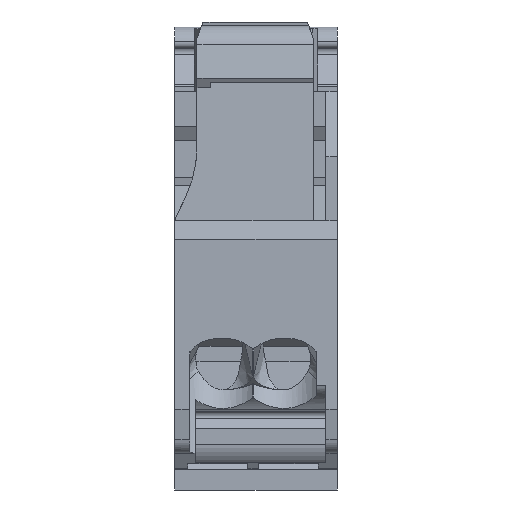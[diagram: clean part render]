
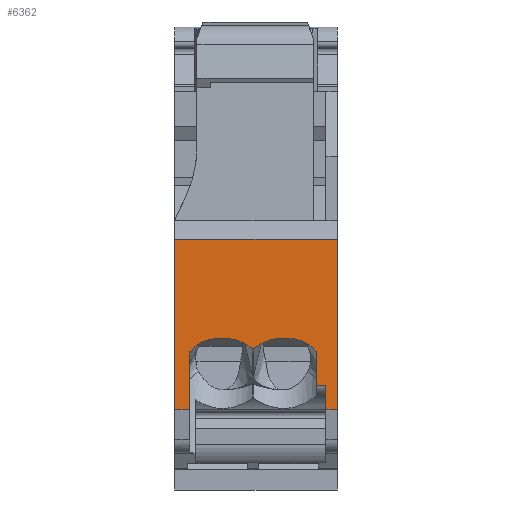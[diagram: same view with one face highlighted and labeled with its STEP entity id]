
A CAD part, front view. The second image highlights one B-rep face of the part: STEP entity #6362.
In plain terms, the highlighted planar face has unit normal (0, -1, 0).
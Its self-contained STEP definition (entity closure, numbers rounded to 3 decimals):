
#183=DIRECTION('',(0.,0.,1.));
#184=VECTOR('',#183,10.227);
#185=CARTESIAN_POINT('',(-4.9,-18.,-19.402));
#186=LINE('',#185,#184);
#246=DIRECTION('',(0.,0.,-1.));
#247=VECTOR('',#246,1.414);
#248=CARTESIAN_POINT('',(4.2,-18.,-17.987));
#249=LINE('',#248,#247);
#528=DIRECTION('',(0.,0.,-1.));
#529=VECTOR('',#528,10.227);
#530=CARTESIAN_POINT('',(4.9,-18.,-9.175));
#531=LINE('',#530,#529);
#1533=DIRECTION('',(1.,0.,0.));
#1534=VECTOR('',#1533,9.8);
#1535=CARTESIAN_POINT('',(-4.9,-18.,-9.175));
#1536=LINE('',#1535,#1534);
#1537=DIRECTION('',(-1.,0.,0.));
#1538=VECTOR('',#1537,0.55);
#1539=CARTESIAN_POINT('',(4.2,-18.,-17.987));
#1540=LINE('',#1539,#1538);
#1541=DIRECTION('',(1.,0.,0.));
#1542=VECTOR('',#1541,0.077);
#1543=CARTESIAN_POINT('',(3.573,-18.,-15.899));
#1544=LINE('',#1543,#1542);
#1545=DIRECTION('',(1.,0.,0.));
#1546=VECTOR('',#1545,0.05);
#1547=CARTESIAN_POINT('',(-0.2,-18.,-15.899));
#1548=LINE('',#1547,#1546);
#1549=CARTESIAN_POINT('',(-3.923,-18.,-15.899));
#1550=CARTESIAN_POINT('',(-3.95,-18.,-15.957));
#1551=CARTESIAN_POINT('',(-3.975,-18.,-16.016));
#1552=CARTESIAN_POINT('',(-4.,-18.,-16.075));
#1554=DIRECTION('',(0.,0.,-1.));
#1555=VECTOR('',#1554,3.326);
#1556=CARTESIAN_POINT('',(-4.,-18.,-16.075));
#1557=LINE('',#1556,#1555);
#1558=DIRECTION('',(-1.,0.,0.));
#1559=VECTOR('',#1558,0.9);
#1560=CARTESIAN_POINT('',(-4.,-18.,-19.402));
#1561=LINE('',#1560,#1559);
#1562=DIRECTION('',(1.,0.,0.));
#1563=VECTOR('',#1562,0.7);
#1564=CARTESIAN_POINT('',(4.2,-18.,-19.402));
#1565=LINE('',#1564,#1563);
#1590=DIRECTION('',(0.,0.,-1.));
#1591=VECTOR('',#1590,2.089);
#1592=CARTESIAN_POINT('',(3.65,-18.,-15.899));
#1593=LINE('',#1592,#1591);
#1933=CARTESIAN_POINT('',(-0.229,-18.,-15.749));
#1934=CARTESIAN_POINT('',(-0.322,-18.,-15.665));
#1935=CARTESIAN_POINT('',(-0.519,-18.,-15.519));
#1936=CARTESIAN_POINT('',(-0.836,-18.,-15.352));
#1937=CARTESIAN_POINT('',(-1.162,-18.,-15.233));
#1938=CARTESIAN_POINT('',(-1.497,-18.,-15.154));
#1939=CARTESIAN_POINT('',(-1.836,-18.,-15.112));
#1940=CARTESIAN_POINT('',(-2.174,-18.,-15.105));
#1941=CARTESIAN_POINT('',(-2.506,-18.,-15.133));
#1942=CARTESIAN_POINT('',(-2.83,-18.,-15.195));
#1943=CARTESIAN_POINT('',(-3.146,-18.,-15.298));
#1944=CARTESIAN_POINT('',(-3.442,-18.,-15.446));
#1945=CARTESIAN_POINT('',(-3.71,-18.,-15.646));
#1946=CARTESIAN_POINT('',(-3.857,-18.,-15.809));
#1947=CARTESIAN_POINT('',(-3.923,-18.,-15.899));
#1957=DIRECTION('',(-0.189,0.,0.982));
#1958=VECTOR('',#1957,0.152);
#1959=CARTESIAN_POINT('',(-0.2,-18.,-15.899));
#1960=LINE('',#1959,#1958);
#2042=CARTESIAN_POINT('',(3.573,-18.,-15.899));
#2043=CARTESIAN_POINT('',(3.507,-18.,-15.809));
#2044=CARTESIAN_POINT('',(3.359,-18.,-15.645));
#2045=CARTESIAN_POINT('',(3.088,-18.,-15.443));
#2046=CARTESIAN_POINT('',(2.788,-18.,-15.295));
#2047=CARTESIAN_POINT('',(2.471,-18.,-15.193));
#2048=CARTESIAN_POINT('',(2.149,-18.,-15.132));
#2049=CARTESIAN_POINT('',(1.821,-18.,-15.105));
#2050=CARTESIAN_POINT('',(1.486,-18.,-15.112));
#2051=CARTESIAN_POINT('',(1.15,-18.,-15.154));
#2052=CARTESIAN_POINT('',(0.814,-18.,-15.232));
#2053=CARTESIAN_POINT('',(0.487,-18.,-15.351));
#2054=CARTESIAN_POINT('',(0.168,-18.,-15.519));
#2055=CARTESIAN_POINT('',(-0.028,-18.,-15.666));
#2056=CARTESIAN_POINT('',(-0.121,-18.,-15.749));
#2058=DIRECTION('',(-0.189,0.,-0.982));
#2059=VECTOR('',#2058,0.152);
#2060=CARTESIAN_POINT('',(-0.121,-18.,-15.749));
#2061=LINE('',#2060,#2059);
#3649=CARTESIAN_POINT('',(-4.9,-18.,-19.402));
#3651=VERTEX_POINT('',#3649);
#3653=CARTESIAN_POINT('',(-4.9,-18.,-9.175));
#3654=VERTEX_POINT('',#3653);
#3761=CARTESIAN_POINT('',(-4.,-18.,-19.402));
#3762=VERTEX_POINT('',#3761);
#3767=CARTESIAN_POINT('',(-4.,-18.,-16.075));
#3768=VERTEX_POINT('',#3767);
#3779=VERTEX_POINT('',#1549);
#3784=VERTEX_POINT('',#1933);
#3801=CARTESIAN_POINT('',(-0.2,-18.,-15.899));
#3802=CARTESIAN_POINT('',(-0.15,-18.,-15.899));
#3803=VERTEX_POINT('',#3801);
#3804=VERTEX_POINT('',#3802);
#3805=CARTESIAN_POINT('',(3.573,-18.,-15.899));
#3806=CARTESIAN_POINT('',(3.65,-18.,-15.899));
#3807=VERTEX_POINT('',#3805);
#3808=VERTEX_POINT('',#3806);
#3819=CARTESIAN_POINT('',(-0.121,-18.,-15.749));
#3820=VERTEX_POINT('',#3819);
#4001=CARTESIAN_POINT('',(3.65,-18.,-17.987));
#4003=VERTEX_POINT('',#4001);
#4174=CARTESIAN_POINT('',(4.2,-18.,-19.402));
#4176=VERTEX_POINT('',#4174);
#4194=CARTESIAN_POINT('',(4.9,-18.,-9.175));
#4195=VERTEX_POINT('',#4194);
#4196=CARTESIAN_POINT('',(4.9,-18.,-19.402));
#4197=VERTEX_POINT('',#4196);
#4310=CARTESIAN_POINT('',(4.2,-18.,-17.987));
#4311=VERTEX_POINT('',#4310);
#6329=CARTESIAN_POINT('',(4.2,-18.,-23.));
#6330=DIRECTION('',(0.,-1.,0.));
#6331=DIRECTION('',(0.,0.,1.));
#6332=AXIS2_PLACEMENT_3D('',#6329,#6330,#6331);
#6333=PLANE('',#6332);
#6334=ORIENTED_EDGE('',*,*,#4804,.T.);
#6335=ORIENTED_EDGE('',*,*,#5060,.T.);
#6337=ORIENTED_EDGE('',*,*,#6336,.F.);
#6338=ORIENTED_EDGE('',*,*,#4647,.F.);
#6340=ORIENTED_EDGE('',*,*,#6339,.T.);
#6342=ORIENTED_EDGE('',*,*,#6341,.F.);
#6344=ORIENTED_EDGE('',*,*,#6343,.F.);
#6346=ORIENTED_EDGE('',*,*,#6345,.T.);
#6348=ORIENTED_EDGE('',*,*,#6347,.T.);
#6350=ORIENTED_EDGE('',*,*,#6349,.F.);
#6352=ORIENTED_EDGE('',*,*,#6351,.T.);
#6354=ORIENTED_EDGE('',*,*,#6353,.T.);
#6356=ORIENTED_EDGE('',*,*,#6355,.T.);
#6357=ORIENTED_EDGE('',*,*,#6292,.T.);
#6358=ORIENTED_EDGE('',*,*,#6322,.T.);
#6359=ORIENTED_EDGE('',*,*,#4533,.T.);
#6360=EDGE_LOOP('',(#6334,#6335,#6337,#6338,#6340,#6342,#6344,#6346,#6348,#6350,
#6352,#6354,#6356,#6357,#6358,#6359));
#6361=FACE_OUTER_BOUND('',#6360,.F.);
#6362=ADVANCED_FACE('',(#6361),#6333,.T.);
#1553=B_SPLINE_CURVE_WITH_KNOTS('',3,(#1549,#1550,#1551,#1552),.UNSPECIFIED.,
.F.,.F.,(4,4),(0.,1.),.UNSPECIFIED.);
#1948=B_SPLINE_CURVE_WITH_KNOTS('',3,(#1933,#1934,#1935,#1936,#1937,#1938,#1939,
#1940,#1941,#1942,#1943,#1944,#1945,#1946,#1947),.UNSPECIFIED.,.F.,.F.,(4,1,1,1,
1,1,1,1,1,1,1,1,4),(0.,0.083,0.167,0.25,
0.333,0.417,0.5,0.583,0.667,
0.75,0.833,0.917,1.),.UNSPECIFIED.);
#2057=B_SPLINE_CURVE_WITH_KNOTS('',3,(#2042,#2043,#2044,#2045,#2046,#2047,#2048,
#2049,#2050,#2051,#2052,#2053,#2054,#2055,#2056),.UNSPECIFIED.,.F.,.F.,(4,1,1,1,
1,1,1,1,1,1,1,1,4),(0.,0.083,0.167,0.25,
0.333,0.417,0.5,0.583,0.667,
0.75,0.833,0.917,1.),.UNSPECIFIED.);
#4533=EDGE_CURVE('',#3651,#3654,#186,.T.);
#4647=EDGE_CURVE('',#4311,#4176,#249,.T.);
#4804=EDGE_CURVE('',#3654,#4195,#1536,.T.);
#5060=EDGE_CURVE('',#4195,#4197,#531,.T.);
#6292=EDGE_CURVE('',#3768,#3762,#1557,.T.);
#6322=EDGE_CURVE('',#3762,#3651,#1561,.T.);
#6336=EDGE_CURVE('',#4176,#4197,#1565,.T.);
#6339=EDGE_CURVE('',#4311,#4003,#1540,.T.);
#6341=EDGE_CURVE('',#3808,#4003,#1593,.T.);
#6343=EDGE_CURVE('',#3807,#3808,#1544,.T.);
#6345=EDGE_CURVE('',#3807,#3820,#2057,.T.);
#6347=EDGE_CURVE('',#3820,#3804,#2061,.T.);
#6349=EDGE_CURVE('',#3803,#3804,#1548,.T.);
#6351=EDGE_CURVE('',#3803,#3784,#1960,.T.);
#6353=EDGE_CURVE('',#3784,#3779,#1948,.T.);
#6355=EDGE_CURVE('',#3779,#3768,#1553,.T.);
